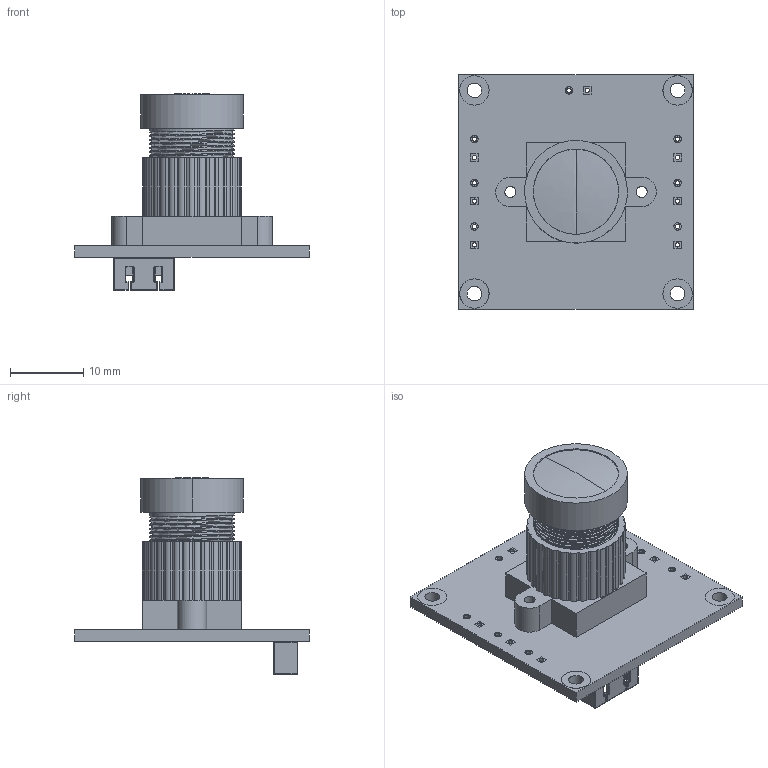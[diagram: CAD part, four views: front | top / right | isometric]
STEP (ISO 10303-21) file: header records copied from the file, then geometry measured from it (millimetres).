
FILE_DESCRIPTION(/* description */ (''),/* implementation_level */ '2;1');
FILE_NAME(/* name */ '720P-1080P',/* time_stamp */ '2025-11-07T12:41:48+08:00',/* author */ (''),/* organization */ (''),/* preprocessor_version */ 'ST-DEVELOPER v16.5',/* originating_system */ '',/* authorisation */ '');
FILE_SCHEMA (('CONFIG_CONTROL_DESIGN'));
Length unit declared in the file: millimetre
Products named in the file (1): Document
Bounding box: 32 x 32 x 26.84 mm (x, y, z)
Volume: 2300.6 mm3; surface area: 5514.2 mm2
Topology: 27 solids, 30 shells, 612 faces, 1467 edges, 907 vertices
Faces by surface type: cylinder 289, plane 243, bspline 80
Entity records: 30913 total; most frequent: CARTESIAN_POINT 21309, ORIENTED_EDGE 2914, EDGE_CURVE 1461, VERTEX_POINT 907, EDGE_LOOP 696, ADVANCED_FACE 612, FACE_OUTER_BOUND 612, B_SPLINE_CURVE_WITH_KNOTS 567
